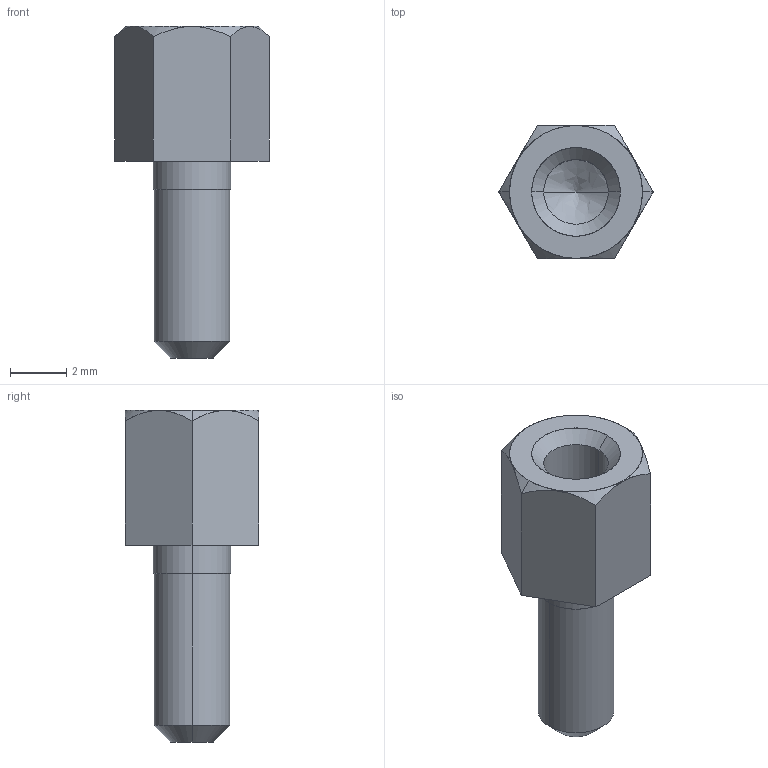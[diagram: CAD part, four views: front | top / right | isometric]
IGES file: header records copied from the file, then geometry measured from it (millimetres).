
Start section: SolidWorks IGES file using analytic representation for surfaces
Global section: file name: JSX-1000_B.IGS; native system: SolidWorks 2020; preprocessor: SolidWorks 2020; author: Ckelleher; date: 210721.110953; units: millimetre
Bounding box: 5.48 x 4.75 x 11.8 mm (x, y, z)
Surface area: 197.8 mm2 (no closed solid volume)
Topology: 0 solids, 0 shells, 25 faces, 258 edges, 256 vertices
Faces by surface type: revolution 16, bspline 9
